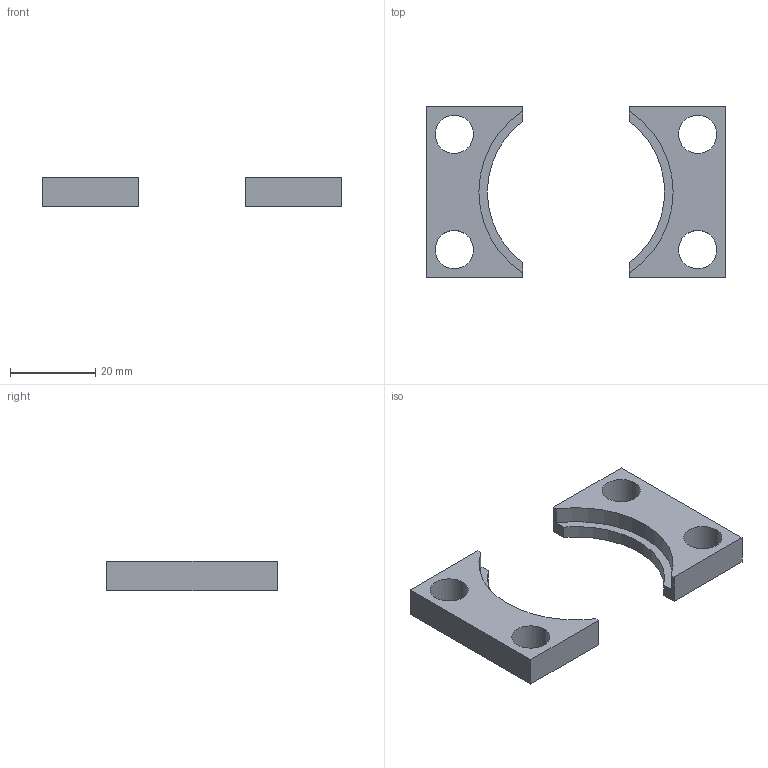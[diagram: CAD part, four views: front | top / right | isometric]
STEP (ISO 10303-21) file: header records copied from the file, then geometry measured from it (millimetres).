
FILE_DESCRIPTION (( 'STEP AP203' ), '1' );
FILE_NAME ('CB_045.step', '2018-12-22T22:20:35', ( '' ), ( '' ), 'SwSTEP 2.0', 'SolidWorks 2016', '' );
FILE_SCHEMA (( 'CONFIG_CONTROL_DESIGN' ));
Length unit declared in the file: millimetre
Products named in the file (1): CB_045
Bounding box: 70 x 40 x 7 mm (x, y, z)
Volume: 7478.6 mm3; surface area: 4956.3 mm2
Topology: 2 solids, 2 shells, 30 faces, 78 edges, 52 vertices
Faces by surface type: plane 16, cylinder 14
Entity records: 1021 total; most frequent: DIRECTION 168, CARTESIAN_POINT 161, ORIENTED_EDGE 156, EDGE_CURVE 78, AXIS2_PLACEMENT_3D 59, VERTEX_POINT 52, VECTOR 50, LINE 50
